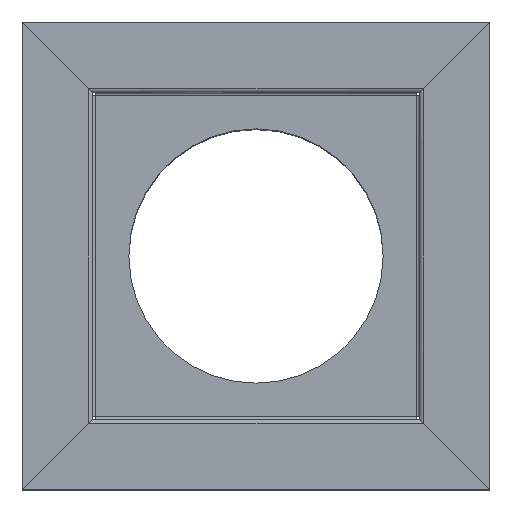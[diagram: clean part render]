
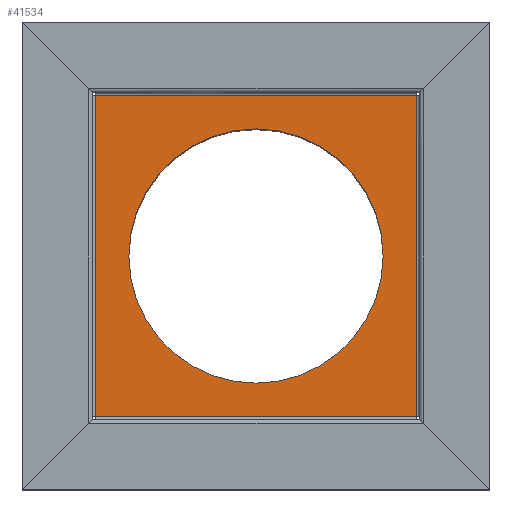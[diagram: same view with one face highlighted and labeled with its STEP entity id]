
A CAD part, top view. The second image highlights one B-rep face of the part: STEP entity #41534.
In plain terms, the highlighted planar face has unit normal (0, 0, 1).
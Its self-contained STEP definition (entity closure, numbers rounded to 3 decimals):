
#947=FACE_BOUND('',#5880,.T.);
#2973=FACE_OUTER_BOUND('',#5879,.T.);
#5879=EDGE_LOOP('',(#37543,#37544,#37545,#37546));
#5880=EDGE_LOOP('',(#37547));
#7827=CIRCLE('',#45486,56.5);
#11791=LINE('',#69492,#15772);
#11797=LINE('',#69511,#15778);
#11803=LINE('',#69530,#15784);
#11808=LINE('',#69546,#15789);
#15772=VECTOR('',#57280,10.);
#15778=VECTOR('',#57308,10.);
#15784=VECTOR('',#57336,10.);
#15789=VECTOR('',#57363,10.);
#19723=VERTEX_POINT('',#69482);
#19724=VERTEX_POINT('',#69487);
#19726=VERTEX_POINT('',#69503);
#19728=VERTEX_POINT('',#69525);
#19729=VERTEX_POINT('',#69548);
#25640=EDGE_CURVE('',#19724,#19723,#11791,.T.);
#25650=EDGE_CURVE('',#19723,#19726,#11797,.T.);
#25660=EDGE_CURVE('',#19728,#19724,#11803,.T.);
#25669=EDGE_CURVE('',#19726,#19728,#11808,.T.);
#25670=EDGE_CURVE('',#19729,#19729,#7827,.T.);
#37543=ORIENTED_EDGE('',*,*,#25640,.T.);
#37544=ORIENTED_EDGE('',*,*,#25650,.T.);
#37545=ORIENTED_EDGE('',*,*,#25669,.T.);
#37546=ORIENTED_EDGE('',*,*,#25660,.T.);
#37547=ORIENTED_EDGE('',*,*,#25670,.T.);
#39530=PLANE('',#45485);
#41534=ADVANCED_FACE('',(#2973,#947),#39530,.T.);
#45485=AXIS2_PLACEMENT_3D('',#69547,#57364,#57365);
#45486=AXIS2_PLACEMENT_3D('',#69549,#57366,#57367);
#57280=DIRECTION('',(-1.,0.,0.));
#57308=DIRECTION('',(0.,-1.,0.));
#57336=DIRECTION('',(0.,1.,0.));
#57363=DIRECTION('',(1.,0.,0.));
#57364=DIRECTION('center_axis',(0.,0.,1.));
#57365=DIRECTION('ref_axis',(0.,-1.,0.));
#57366=DIRECTION('center_axis',(0.,0.,-1.));
#57367=DIRECTION('ref_axis',(1.,0.,0.));
#69482=CARTESIAN_POINT('',(87.851,171.827,26.5));
#69487=CARTESIAN_POINT('',(230.851,171.827,26.5));
#69492=CARTESIAN_POINT('',(123.601,171.827,26.5));
#69503=CARTESIAN_POINT('',(87.851,28.827,26.5));
#69511=CARTESIAN_POINT('',(87.851,64.577,26.5));
#69525=CARTESIAN_POINT('',(230.851,28.827,26.5));
#69530=CARTESIAN_POINT('',(230.851,136.077,26.5));
#69546=CARTESIAN_POINT('',(195.101,28.827,26.5));
#69547=CARTESIAN_POINT('Origin',(159.351,100.327,26.5));
#69548=CARTESIAN_POINT('',(102.851,100.327,26.5));
#69549=CARTESIAN_POINT('Origin',(159.351,100.327,26.5));
